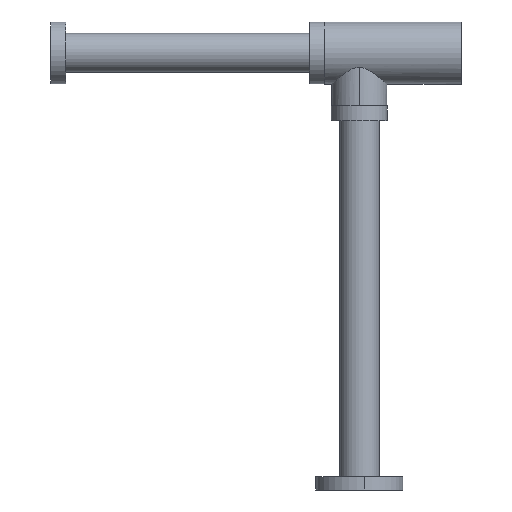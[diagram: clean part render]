
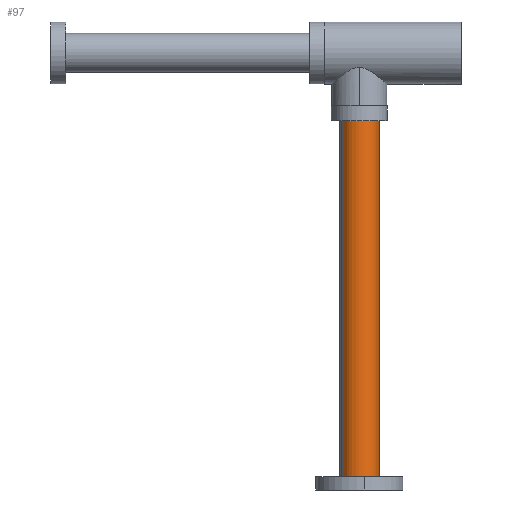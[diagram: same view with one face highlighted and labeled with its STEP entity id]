
A CAD part, left-side view. The second image highlights one B-rep face of the part: STEP entity #97.
In plain terms, the highlighted cylindrical face has radius 15.9 mm (diameter 31.8 mm), a partial arc.
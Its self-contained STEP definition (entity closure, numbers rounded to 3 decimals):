
#42 = VECTOR ( 'NONE', #2158, 1000. ) ;
#44 = DIRECTION ( 'NONE',  ( 0., 0., -1. ) ) ;
#69 = CARTESIAN_POINT ( 'NONE',  ( 0., 0., -15.9 ) ) ;
#97 = ADVANCED_FACE ( 'NONE', ( #1261 ), #652, .T. ) ;
#107 = VERTEX_POINT ( 'NONE', #1575 ) ;
#138 = EDGE_CURVE ( 'NONE', #591, #284, #2939, .T. ) ;
#157 = CARTESIAN_POINT ( 'NONE',  ( 0., 300., 0. ) ) ;
#284 = VERTEX_POINT ( 'NONE', #855 ) ;
#352 = LINE ( 'NONE', #1508, #42 ) ;
#521 = VECTOR ( 'NONE', #3491, 1000. ) ;
#541 = ORIENTED_EDGE ( 'NONE', *, *, #3146, .F. ) ;
#591 = VERTEX_POINT ( 'NONE', #3186 ) ;
#652 = CYLINDRICAL_SURFACE ( 'NONE', #3222, 15.9 ) ;
#713 = EDGE_CURVE ( 'NONE', #107, #3877, #1057, .T. ) ;
#781 = ORIENTED_EDGE ( 'NONE', *, *, #713, .T. ) ;
#855 = CARTESIAN_POINT ( 'NONE',  ( 0., 300., -15.9 ) ) ;
#904 = ORIENTED_EDGE ( 'NONE', *, *, #2114, .T. ) ;
#1057 = CIRCLE ( 'NONE', #1569, 15.9 ) ;
#1085 = DIRECTION ( 'NONE',  ( 0., 0., 1. ) ) ;
#1261 = FACE_OUTER_BOUND ( 'NONE', #1777, .T. ) ;
#1278 = DIRECTION ( 'NONE',  ( 0., -1., 0. ) ) ;
#1508 = CARTESIAN_POINT ( 'NONE',  ( 0., 300., -15.9 ) ) ;
#1569 = AXIS2_PLACEMENT_3D ( 'NONE', #2265, #3837, #1085 ) ;
#1575 = CARTESIAN_POINT ( 'NONE',  ( 0., 0., 15.9 ) ) ;
#1608 = LINE ( 'NONE', #2551, #521 ) ;
#1777 = EDGE_LOOP ( 'NONE', ( #3935, #904, #781, #541 ) ) ;
#2006 = DIRECTION ( 'NONE',  ( 0., 0., 1. ) ) ;
#2114 = EDGE_CURVE ( 'NONE', #591, #107, #1608, .T. ) ;
#2158 = DIRECTION ( 'NONE',  ( 0., -1., 0. ) ) ;
#2265 = CARTESIAN_POINT ( 'NONE',  ( 0., 0., 0. ) ) ;
#2551 = CARTESIAN_POINT ( 'NONE',  ( 0., 300., 15.9 ) ) ;
#2818 = AXIS2_PLACEMENT_3D ( 'NONE', #157, #3566, #2006 ) ;
#2939 = CIRCLE ( 'NONE', #2818, 15.9 ) ;
#3146 = EDGE_CURVE ( 'NONE', #284, #3877, #352, .T. ) ;
#3186 = CARTESIAN_POINT ( 'NONE',  ( 0., 300., 15.9 ) ) ;
#3222 = AXIS2_PLACEMENT_3D ( 'NONE', #3718, #1278, #44 ) ;
#3491 = DIRECTION ( 'NONE',  ( 0., -1., 0. ) ) ;
#3566 = DIRECTION ( 'NONE',  ( 0., 1., 0. ) ) ;
#3718 = CARTESIAN_POINT ( 'NONE',  ( 0., 300., 0. ) ) ;
#3837 = DIRECTION ( 'NONE',  ( 0., 1., 0. ) ) ;
#3877 = VERTEX_POINT ( 'NONE', #69 ) ;
#3935 = ORIENTED_EDGE ( 'NONE', *, *, #138, .F. ) ;
